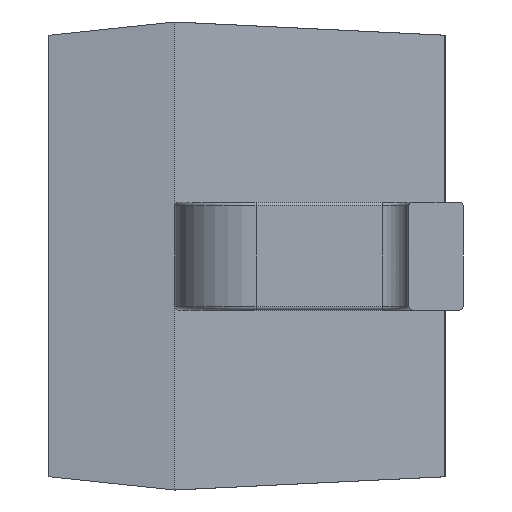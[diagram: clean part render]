
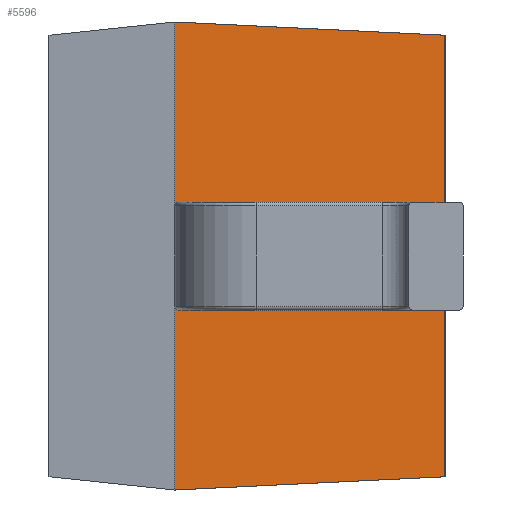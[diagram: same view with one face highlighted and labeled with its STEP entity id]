
A CAD part, left-side view. The second image highlights one B-rep face of the part: STEP entity #5596.
In plain terms, the highlighted planar face has unit normal (-0.998, -0.065, 0).
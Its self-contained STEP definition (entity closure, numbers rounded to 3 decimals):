
#818=FACE_OUTER_BOUND('',#1132,.T.);
#1132=EDGE_LOOP('',(#4791,#4792,#4793,#4794));
#1576=LINE('',#10084,#2028);
#1577=LINE('',#10087,#2029);
#1578=LINE('',#10088,#2030);
#1579=LINE('',#10089,#2031);
#2028=VECTOR('',#6608,10.);
#2029=VECTOR('',#6611,10.);
#2030=VECTOR('',#6612,10.);
#2031=VECTOR('',#6613,10.);
#2539=VERTEX_POINT('',#10066);
#2542=VERTEX_POINT('',#10076);
#2544=VERTEX_POINT('',#10082);
#2545=VERTEX_POINT('',#10086);
#3300=EDGE_CURVE('',#2544,#2539,#1576,.T.);
#3301=EDGE_CURVE('',#2544,#2545,#1577,.T.);
#3302=EDGE_CURVE('',#2542,#2545,#1578,.T.);
#3303=EDGE_CURVE('',#2539,#2542,#1579,.T.);
#4791=ORIENTED_EDGE('',*,*,#3300,.F.);
#4792=ORIENTED_EDGE('',*,*,#3301,.T.);
#4793=ORIENTED_EDGE('',*,*,#3302,.F.);
#4794=ORIENTED_EDGE('',*,*,#3303,.F.);
#5077=PLANE('',#5824);
#5596=ADVANCED_FACE('',(#818),#5077,.T.);
#5824=AXIS2_PLACEMENT_3D('',#10085,#6609,#6610);
#6608=DIRECTION('',(-0.065,0.997,-0.049));
#6609=DIRECTION('center_axis',(-0.998,-0.065,0.));
#6610=DIRECTION('ref_axis',(0.,0.,1.));
#6611=DIRECTION('',(0.,0.,1.));
#6612=DIRECTION('',(0.065,-0.997,-0.049));
#6613=DIRECTION('',(0.,0.,1.));
#10066=CARTESIAN_POINT('',(-0.85,0.8,-0.65));
#10076=CARTESIAN_POINT('',(-0.85,0.8,0.65));
#10082=CARTESIAN_POINT('',(-0.801,0.05,-0.613));
#10084=CARTESIAN_POINT('',(-0.823,0.389,-0.63));
#10085=CARTESIAN_POINT('Origin',(-0.825,0.425,0.325));
#10086=CARTESIAN_POINT('',(-0.801,0.05,0.613));
#10087=CARTESIAN_POINT('',(-0.801,0.05,0.325));
#10088=CARTESIAN_POINT('',(-0.822,0.377,0.629));
#10089=CARTESIAN_POINT('',(-0.85,0.8,0.325));
